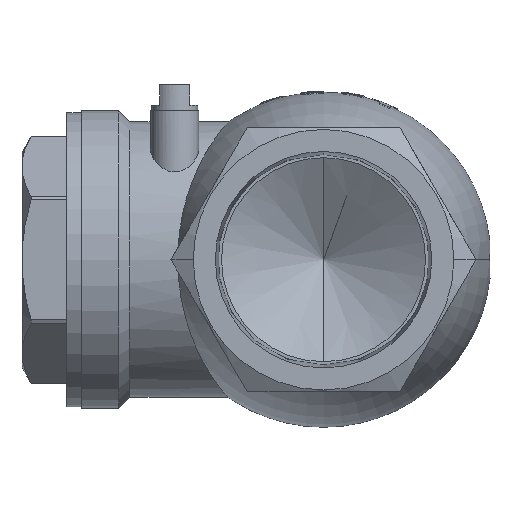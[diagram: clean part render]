
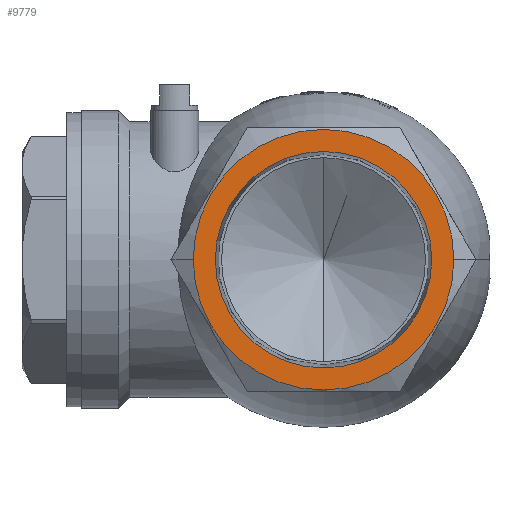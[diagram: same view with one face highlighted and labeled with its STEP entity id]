
A CAD part, left-side view. The second image highlights one B-rep face of the part: STEP entity #9779.
In plain terms, the highlighted planar face has unit normal (-1, 0, 0).
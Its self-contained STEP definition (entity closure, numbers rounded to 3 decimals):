
#709 = CARTESIAN_POINT ( 'NONE',  ( -70., 0., 0. ) ) ;
#725 = CARTESIAN_POINT ( 'NONE',  ( -70., 0., 0. ) ) ;
#726 = DIRECTION ( 'NONE',  ( -1., 0., 0. ) ) ;
#727 = DIRECTION ( 'NONE',  ( 0., 0., 1. ) ) ;
#728 = DIRECTION ( 'NONE',  ( -1., 0., 0. ) ) ;
#729 = DIRECTION ( 'NONE',  ( 0., -1., 0. ) ) ;
#1901 = ORIENTED_EDGE ( 'NONE', *, *, #9633, .F. ) ;
#1902 = ORIENTED_EDGE ( 'NONE', *, *, #8943, .F. ) ;
#1903 = ORIENTED_EDGE ( 'NONE', *, *, #9634, .T. ) ;
#1904 = ORIENTED_EDGE ( 'NONE', *, *, #8873, .T. ) ;
#2272 = CIRCLE ( 'NONE', #9113, 35. ) ;
#2321 = CIRCLE ( 'NONE', #9141, 29.067 ) ;
#2634 = VERTEX_POINT ( 'NONE', #2826 ) ;
#2638 = VERTEX_POINT ( 'NONE', #2830 ) ;
#2654 = VERTEX_POINT ( 'NONE', #2846 ) ;
#2826 = CARTESIAN_POINT ( 'NONE',  ( -70., 35., 0. ) ) ;
#2830 = CARTESIAN_POINT ( 'NONE',  ( -70., -35., 0. ) ) ;
#2846 = CARTESIAN_POINT ( 'NONE',  ( -70., 0., 29.067 ) ) ;
#3010 = CARTESIAN_POINT ( 'NONE',  ( -70., 0., -29.067 ) ) ;
#5606 = VERTEX_POINT ( 'NONE', #3010 ) ;
#6744 = PLANE ( 'NONE',  #9242 ) ;
#6748 = CARTESIAN_POINT ( 'NONE',  ( -70., -35., 0. ) ) ;
#6753 = DIRECTION ( 'NONE',  ( -1., 0., 0. ) ) ;
#6754 = DIRECTION ( 'NONE',  ( 0., -1., 0. ) ) ;
#8600 = EDGE_LOOP ( 'NONE', ( #1903, #1904 ) ) ;
#8693 = EDGE_LOOP ( 'NONE', ( #1901, #1902 ) ) ;
#8873 = EDGE_CURVE ( 'NONE', #2638, #2634, #2272, .T. ) ;
#8943 = EDGE_CURVE ( 'NONE', #5606, #2654, #2321, .T. ) ;
#9113 = AXIS2_PLACEMENT_3D ( 'NONE', #11559, #11578, #11579 ) ;
#9141 = AXIS2_PLACEMENT_3D ( 'NONE', #12094, #12110, #12111 ) ;
#9203 = AXIS2_PLACEMENT_3D ( 'NONE', #725, #726, #727 ) ;
#9214 = AXIS2_PLACEMENT_3D ( 'NONE', #709, #728, #729 ) ;
#9242 = AXIS2_PLACEMENT_3D ( 'NONE', #6748, #6753, #6754 ) ;
#9633 = EDGE_CURVE ( 'NONE', #2654, #5606, #12838, .T. ) ;
#9634 = EDGE_CURVE ( 'NONE', #2634, #2638, #12840, .T. ) ;
#9779 = ADVANCED_FACE ( 'NONE', ( #12927, #12933 ), #6744, .T. ) ;
#11559 = CARTESIAN_POINT ( 'NONE',  ( -70., 0., 0. ) ) ;
#11578 = DIRECTION ( 'NONE',  ( -1., 0., 0. ) ) ;
#11579 = DIRECTION ( 'NONE',  ( 0., -1., 0. ) ) ;
#12094 = CARTESIAN_POINT ( 'NONE',  ( -70., 0., 0. ) ) ;
#12110 = DIRECTION ( 'NONE',  ( -1., 0., 0. ) ) ;
#12111 = DIRECTION ( 'NONE',  ( 0., 0., 1. ) ) ;
#12838 = CIRCLE ( 'NONE', #9203, 29.067 ) ;
#12840 = CIRCLE ( 'NONE', #9214, 35. ) ;
#12927 = FACE_BOUND ( 'NONE', #8693, .T. ) ;
#12933 = FACE_OUTER_BOUND ( 'NONE', #8600, .T. ) ;
